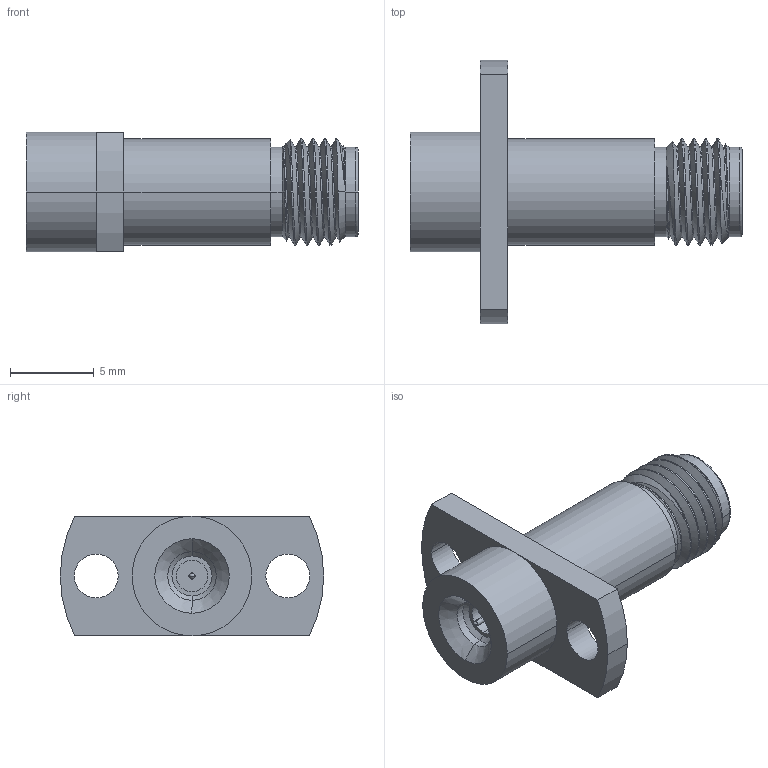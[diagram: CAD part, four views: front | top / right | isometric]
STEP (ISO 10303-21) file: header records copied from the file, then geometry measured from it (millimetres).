
FILE_DESCRIPTION (( 'STEP AP214' ), '1' );
FILE_NAME ('SM8837_3D.step', '2023-10-11T04:06:54', ( '' ), ( '' ), 'SwSTEP 2.0', 'SolidWorks 2022', '' );
FILE_SCHEMA (( 'AUTOMOTIVE_DESIGN' ));
Length unit declared in the file: inch
Products named in the file (1): SM8837_3D
Bounding box: 19.81 x 15.72 x 7.14 mm (x, y, z)
Volume: 689.9 mm3; surface area: 756.2 mm2
Topology: 2 solids, 2 shells, 67 faces, 157 edges, 99 vertices
Faces by surface type: cylinder 36, plane 14, cone 10, torus 4, bspline 3
Entity records: 2793 total; most frequent: CARTESIAN_POINT 1231, DIRECTION 327, ORIENTED_EDGE 310, EDGE_CURVE 155, AXIS2_PLACEMENT_3D 137, VERTEX_POINT 99, EDGE_LOOP 78, CIRCLE 72
